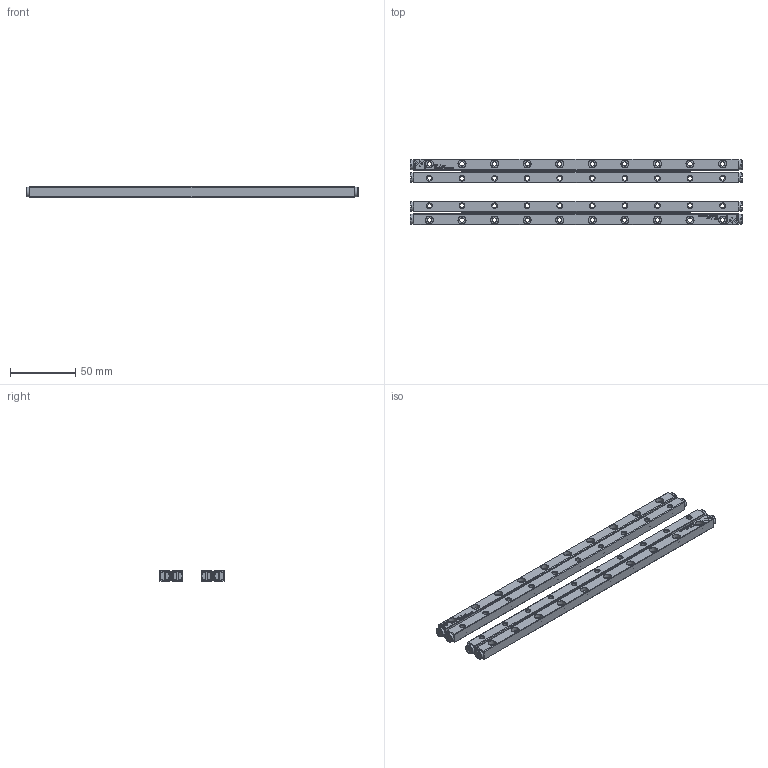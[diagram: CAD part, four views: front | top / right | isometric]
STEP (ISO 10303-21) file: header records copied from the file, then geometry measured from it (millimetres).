
FILE_DESCRIPTION(/* description */ (''),/* implementation_level */ '2;1');
FILE_NAME(/* name */ 'Set RSD-3250x35AA_stp.stp',/* time_stamp */ '2025-02-18T11:26:02+01:00',/* author */ (''),/* organization */ (''),/* preprocessor_version */ 'ST-DEVELOPER v16.7',/* originating_system */ 'SIEMENS PLM Software NX 12.0',/* authorisation */ '');
FILE_SCHEMA (('AUTOMOTIVE_DESIGN { 1 0 10303 214 3 1 1 1 }'));
Products named in the file (1): Set RSD-3250x35AA_stp
Bounding box: 254.5 x 50 x 8 mm (x, y, z)
Volume: 60687.4 mm3; surface area: 46510.3 mm2
Topology: 84 solids, 84 shells, 4058 faces, 10564 edges, 6814 vertices
Faces by surface type: plane 2264, cylinder 1166, bspline 360, cone 268
Full cylindrical faces by diameter (mm): 2.6 x8, 3 x78, 3.2 x8, 3.3 x40, 6 x40, 7.5 x8
Entity records: 130514 total; most frequent: CARTESIAN_POINT 25615, ORIENTED_EDGE 19800, DIRECTION 19154, EDGE_CURVE 9900, VERTEX_POINT 6592, LINE 6540, VECTOR 6540, AXIS2_PLACEMENT_3D 6307
